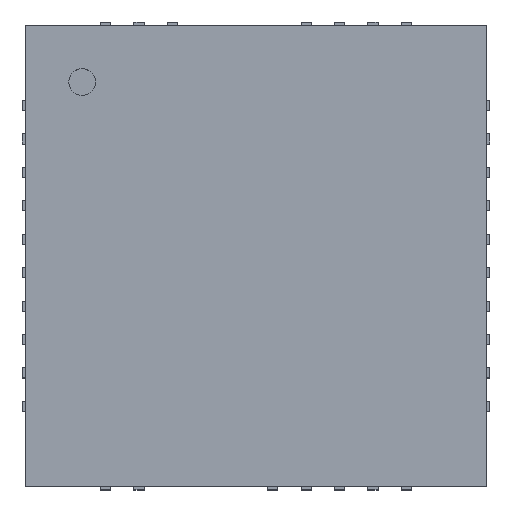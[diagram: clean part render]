
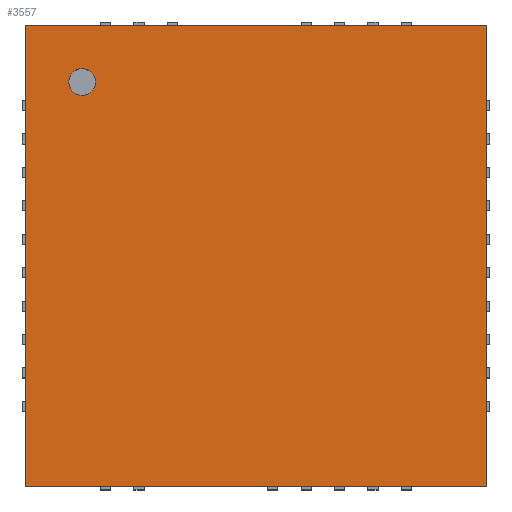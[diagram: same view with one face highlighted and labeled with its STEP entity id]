
A CAD part, top view. The second image highlights one B-rep face of the part: STEP entity #3557.
In plain terms, the highlighted planar face has unit normal (0, 0, 1).
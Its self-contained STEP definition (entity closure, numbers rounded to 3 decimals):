
#13=DIRECTION('',(0.,0.,1.));
#117=DIRECTION('',(0.,0.,-1.));
#149=VECTOR('',#150,1.);
#150=DIRECTION('',(1.,0.,0.));
#156=VECTOR('',#157,1.);
#157=DIRECTION('',(0.,-1.,0.));
#924=ORIENTED_EDGE('',*,*,#925,.F.);
#925=EDGE_CURVE('',#926,#928,#930,.T.);
#926=VERTEX_POINT('',#927);
#927=CARTESIAN_POINT('',(-3.45,3.45,1.1));
#928=VERTEX_POINT('',#929);
#929=CARTESIAN_POINT('',(3.45,3.45,1.1));
#930=LINE('',#927,#149);
#1062=ORIENTED_EDGE('',*,*,#1063,.T.);
#1063=EDGE_CURVE('',#926,#1064,#1066,.T.);
#1064=VERTEX_POINT('',#1065);
#1065=CARTESIAN_POINT('',(-3.45,-3.45,1.1));
#1066=LINE('',#927,#156);
#2056=EDGE_CURVE('',#928,#2057,#2059,.T.);
#2057=VERTEX_POINT('',#2058);
#2058=CARTESIAN_POINT('',(3.45,-3.45,1.1));
#2059=LINE('',#929,#156);
#2598=EDGE_CURVE('',#1064,#2057,#2599,.T.);
#2599=LINE('',#1065,#149);
#3557=ADVANCED_FACE('',(#3558,#3562),#3571,.T.);
#3558=FACE_BOUND('',#3559,.T.);
#3559=EDGE_LOOP('',(#924,#1062,#3560,#3561));
#3560=ORIENTED_EDGE('',*,*,#2598,.T.);
#3561=ORIENTED_EDGE('',*,*,#2056,.F.);
#3562=FACE_BOUND('',#3563,.T.);
#3563=EDGE_LOOP('',(#3564));
#3564=ORIENTED_EDGE('',*,*,#3565,.T.);
#3565=EDGE_CURVE('',#3566,#3566,#3568,.T.);
#3566=VERTEX_POINT('',#3567);
#3567=CARTESIAN_POINT('',(-2.6,2.4,1.1));
#3568=CIRCLE('',#3569,0.2);
#3569=AXIS2_PLACEMENT_3D('',#3570,#117,#157);
#3570=CARTESIAN_POINT('',(-2.6,2.6,1.1));
#3571=PLANE('',#3572);
#3572=AXIS2_PLACEMENT_3D('',#927,#13,#157);
